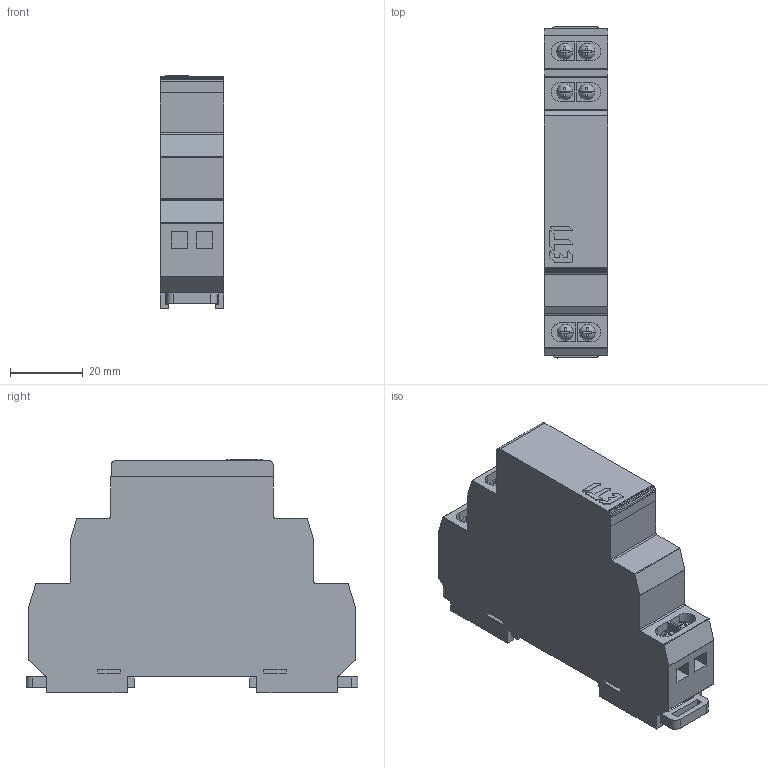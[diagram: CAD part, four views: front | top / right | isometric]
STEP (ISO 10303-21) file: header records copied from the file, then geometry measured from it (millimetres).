
FILE_DESCRIPTION((''),'2;1');
FILE_NAME('TER-3A_ASM','2020-11-05T',('marketing.praksa'),('Audax d.o.o.'),'CREO PARAMETRIC BY PTC INC, 2017480','CREO PARAMETRIC BY PTC INC, 2017480','');
FILE_SCHEMA(('AUTOMOTIVE_DESIGN { 1 0 10303 214 1 1 1 1 }'));
Length unit declared in the file: millimetre
Products named in the file (31): TMP_DWG_119_1; TMP_DWG_119_ASM; TMP_DWG_120_1; TMP_DWG_120_ASM; TMP_DWG_121_1; TMP_DWG_121_ASM; TMP_DWG_122_1; TMP_DWG_122_ASM; TMP_DWG_123_1; TMP_DWG_123_ASM; TMP_DWG_124_1; TMP_DWG_124_ASM; TMP_DWG_125_1; TMP_DWG_125_ASM; TMP_DWG_126_1; TMP_DWG_126_ASM; TMP_DWG_127_1; TMP_DWG_127_ASM; TMP_DWG_128_1; TMP_DWG_128_ASM; TMP_DWG_129_1_1; TMP_DWG_129_1_2; TMP_DWG_129_1_3; TMP_DWG_129_1_ASM; TMP_DWG_129_ASM; TMP_DWG_130_1; TMP_DWG_130_ASM; TMP_DWG_131_1; TMP_DWG_131_ASM; PRT0009; TER-3A_ASM
Assembly tree (30 placements, depth 4):
  TER-3A_ASM
    TMP_DWG_119_ASM
      TMP_DWG_119_1
    TMP_DWG_120_ASM
      TMP_DWG_120_1
    TMP_DWG_121_ASM
      TMP_DWG_121_1
    TMP_DWG_122_ASM
      TMP_DWG_122_1
    TMP_DWG_123_ASM
      TMP_DWG_123_1
    TMP_DWG_124_ASM
      TMP_DWG_124_1
    TMP_DWG_125_ASM
      TMP_DWG_125_1
    TMP_DWG_126_ASM
      TMP_DWG_126_1
    TMP_DWG_127_ASM
      TMP_DWG_127_1
    TMP_DWG_128_ASM
      TMP_DWG_128_1
    TMP_DWG_129_ASM
      TMP_DWG_129_1_ASM
        TMP_DWG_129_1_1
        TMP_DWG_129_1_2
        TMP_DWG_129_1_3
    TMP_DWG_130_ASM
      TMP_DWG_130_1
    TMP_DWG_131_ASM
      TMP_DWG_131_1
    PRT0009
Bounding box: 17.51 x 91.33 x 64.26 mm (x, y, z)
Volume: 73869.2 mm3; surface area: 20870.4 mm2
Topology: 15 solids, 15 shells, 367 faces, 977 edges, 652 vertices
Faces by surface type: plane 288, cylinder 36, extrusion 31, sphere 12
Entity records: 19059 total; most frequent: CARTESIAN_POINT 2586, DIRECTION 1980, ORIENTED_EDGE 1954, PRESENTATION_STYLE_ASSIGNMENT 1390, STYLED_ITEM 1390, CURVE_STYLE 1008, EDGE_CURVE 977, VECTOR 760
